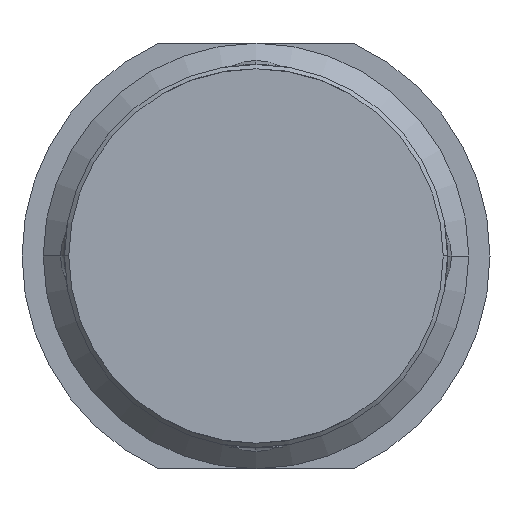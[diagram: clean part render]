
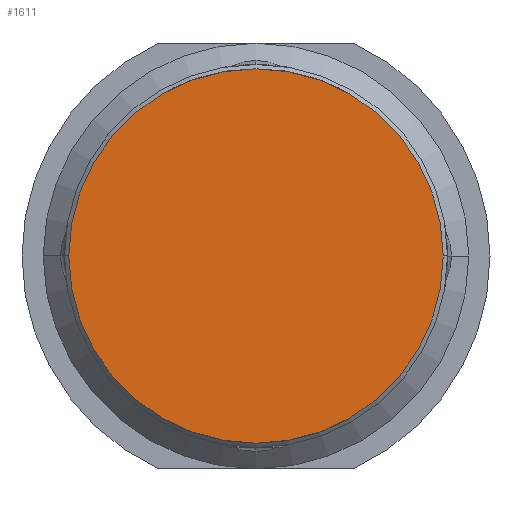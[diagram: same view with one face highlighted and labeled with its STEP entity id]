
A CAD part, front view. The second image highlights one B-rep face of the part: STEP entity #1611.
In plain terms, the highlighted planar face has unit normal (0, -1, 0).
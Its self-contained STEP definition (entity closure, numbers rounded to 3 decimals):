
#232 = AXIS2_PLACEMENT_3D ( 'NONE', #869, #565, #2764 ) ;
#565 = DIRECTION ( 'NONE',  ( 0., 1., 0. ) ) ;
#807 = CIRCLE ( 'NONE', #2435, 2.2 ) ;
#832 = DIRECTION ( 'NONE',  ( -1., 0., 0. ) ) ;
#869 = CARTESIAN_POINT ( 'NONE',  ( 0., -19.2, -1.9 ) ) ;
#908 = EDGE_CURVE ( 'Defeature ausgef�hrt1_15+Defeature ausgef�hrt1_22+Defeature ausgef�hrt1_22+Defeature ausgef�hrt1_22', #3367, #3050, #1411, .T. ) ;
#925 = ORIENTED_EDGE ( 'NONE', *, *, #908, .T. ) ;
#1063 = CARTESIAN_POINT ( 'NONE',  ( 0., -19.2, 0. ) ) ;
#1292 = EDGE_CURVE ( 'Defeature ausgef�hrt1_15+Defeature ausgef�hrt1_22+Defeature ausgef�hrt1_22+Defeature ausgef�hrt1_22', #3050, #3367, #807, .T. ) ;
#1391 = CARTESIAN_POINT ( 'NONE',  ( 2.2, -19.2, 0. ) ) ;
#1411 = CIRCLE ( 'NONE', #1700, 2.2 ) ;
#1430 = DIRECTION ( 'NONE',  ( 0., -1., 0. ) ) ;
#1611 = ADVANCED_FACE ( 'Defeature ausgef�hrt1_15', ( #4017 ), #2479, .F. ) ;
#1700 = AXIS2_PLACEMENT_3D ( 'NONE', #1798, #1430, #832 ) ;
#1798 = CARTESIAN_POINT ( 'NONE',  ( 0., -19.2, 0. ) ) ;
#2435 = AXIS2_PLACEMENT_3D ( 'NONE', #1063, #3870, #3206 ) ;
#2479 = PLANE ( 'NONE',  #232 ) ;
#2764 = DIRECTION ( 'NONE',  ( 1., 0., 0. ) ) ;
#3050 = VERTEX_POINT ( 'NONE', #1391 ) ;
#3206 = DIRECTION ( 'NONE',  ( -1., 0., 0. ) ) ;
#3230 = ORIENTED_EDGE ( 'NONE', *, *, #1292, .T. ) ;
#3367 = VERTEX_POINT ( 'NONE', #3645 ) ;
#3645 = CARTESIAN_POINT ( 'NONE',  ( -2.2, -19.2, 0. ) ) ;
#3688 = EDGE_LOOP ( 'NONE', ( #925, #3230 ) ) ;
#3870 = DIRECTION ( 'NONE',  ( 0., -1., 0. ) ) ;
#4017 = FACE_OUTER_BOUND ( 'NONE', #3688, .T. ) ;
